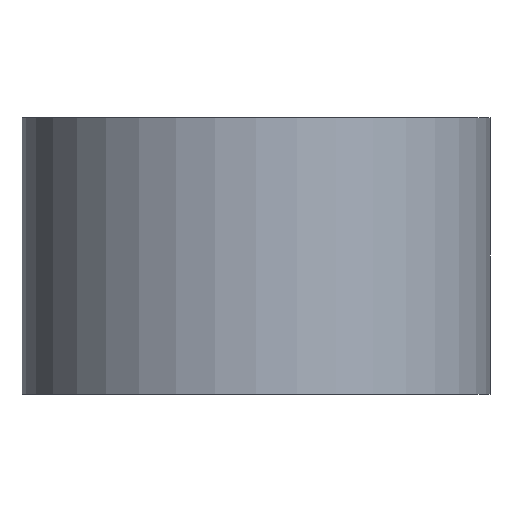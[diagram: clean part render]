
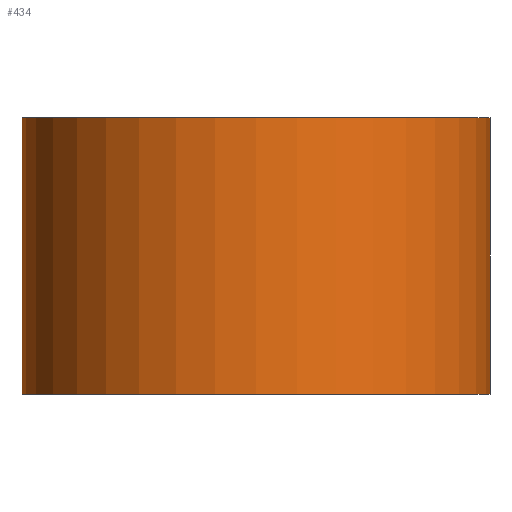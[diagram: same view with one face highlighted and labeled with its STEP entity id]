
A CAD part, front view. The second image highlights one B-rep face of the part: STEP entity #434.
In plain terms, the highlighted cylindrical face has radius 10.744 mm (diameter 21.488 mm), a partial arc.
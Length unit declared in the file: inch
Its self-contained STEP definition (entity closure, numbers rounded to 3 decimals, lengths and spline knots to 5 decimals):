
#20 = CARTESIAN_POINT ( 'NONE',  ( -0.048, -1.25, -0.25 ) ) ;
#38 = DIRECTION ( 'NONE',  ( 1., 0., 0. ) ) ;
#40 = DIRECTION ( 'NONE',  ( 0., 0., -1. ) ) ;
#64 = EDGE_CURVE ( 'NONE', #210, #213, #183, .T. ) ;
#65 = CYLINDRICAL_SURFACE ( 'NONE', #88, 0.423 ) ;
#66 = CARTESIAN_POINT ( 'NONE',  ( -0.048, -1.25, 0.25 ) ) ;
#81 = CARTESIAN_POINT ( 'NONE',  ( 0.375, -1.25, 0.25 ) ) ;
#84 = VERTEX_POINT ( 'NONE', #97 ) ;
#86 = ORIENTED_EDGE ( 'NONE', *, *, #536, .F. ) ;
#88 = AXIS2_PLACEMENT_3D ( 'NONE', #194, #327, #486 ) ;
#89 = DIRECTION ( 'NONE',  ( 0., 0., -1. ) ) ;
#97 = CARTESIAN_POINT ( 'NONE',  ( 0.375, -0.827, -0.25 ) ) ;
#108 = VERTEX_POINT ( 'NONE', #20 ) ;
#128 = ORIENTED_EDGE ( 'NONE', *, *, #64, .T. ) ;
#131 = LINE ( 'NONE', #547, #478 ) ;
#140 = CARTESIAN_POINT ( 'NONE',  ( 0.375, -1.25, -0.25 ) ) ;
#143 = DIRECTION ( 'NONE',  ( 1., 0., 0. ) ) ;
#144 = CIRCLE ( 'NONE', #339, 0.423 ) ;
#167 = CARTESIAN_POINT ( 'NONE',  ( 0.375, -0.827, 0.25 ) ) ;
#175 = CARTESIAN_POINT ( 'NONE',  ( 0.375, -0.827, 0.25 ) ) ;
#183 = CIRCLE ( 'NONE', #398, 0.423 ) ;
#191 = DIRECTION ( 'NONE',  ( 0., 0., -1. ) ) ;
#194 = CARTESIAN_POINT ( 'NONE',  ( 0.375, -1.25, 0.25 ) ) ;
#202 = EDGE_LOOP ( 'NONE', ( #86, #307, #128, #381 ) ) ;
#210 = VERTEX_POINT ( 'NONE', #167 ) ;
#213 = VERTEX_POINT ( 'NONE', #66 ) ;
#307 = ORIENTED_EDGE ( 'NONE', *, *, #471, .F. ) ;
#327 = DIRECTION ( 'NONE',  ( 0., 0., -1. ) ) ;
#339 = AXIS2_PLACEMENT_3D ( 'NONE', #140, #40, #38 ) ;
#365 = EDGE_CURVE ( 'NONE', #213, #108, #131, .T. ) ;
#379 = FACE_OUTER_BOUND ( 'NONE', #202, .T. ) ;
#381 = ORIENTED_EDGE ( 'NONE', *, *, #365, .T. ) ;
#398 = AXIS2_PLACEMENT_3D ( 'NONE', #81, #89, #143 ) ;
#430 = VECTOR ( 'NONE', #555, 39.37008 ) ;
#434 = ADVANCED_FACE ( 'NONE', ( #379 ), #65, .T. ) ;
#471 = EDGE_CURVE ( 'NONE', #210, #84, #534, .T. ) ;
#478 = VECTOR ( 'NONE', #191, 39.37008 ) ;
#486 = DIRECTION ( 'NONE',  ( -1., 0., 0. ) ) ;
#534 = LINE ( 'NONE', #175, #430 ) ;
#536 = EDGE_CURVE ( 'NONE', #84, #108, #144, .T. ) ;
#547 = CARTESIAN_POINT ( 'NONE',  ( -0.048, -1.25, 0.25 ) ) ;
#555 = DIRECTION ( 'NONE',  ( 0., 0., -1. ) ) ;
